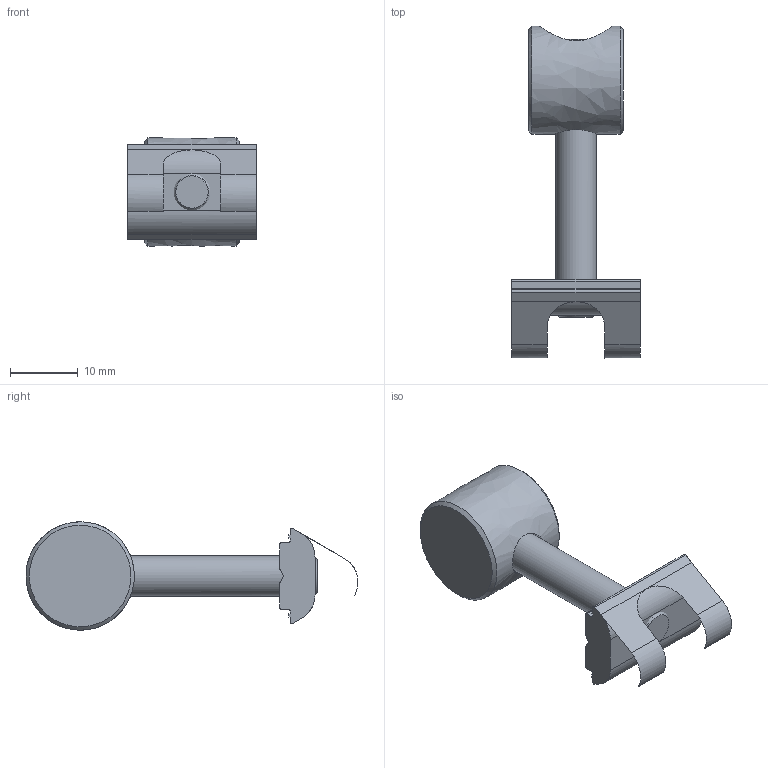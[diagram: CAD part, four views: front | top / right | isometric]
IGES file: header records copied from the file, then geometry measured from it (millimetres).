
Global section: file name: 311420.10; native system: Autodesk Inventor 2018; preprocessor: unknown; author: Navara; date: 20200102.153542; units: millimetre
Bounding box: 19 x 49.04 x 16 mm (x, y, z)
Volume: 4215.5 mm3; surface area: 3435.3 mm2
Topology: 3 solids, 3 shells, 72 faces, 212 edges, 149 vertices
Faces by surface type: bspline 70, revolution 2
